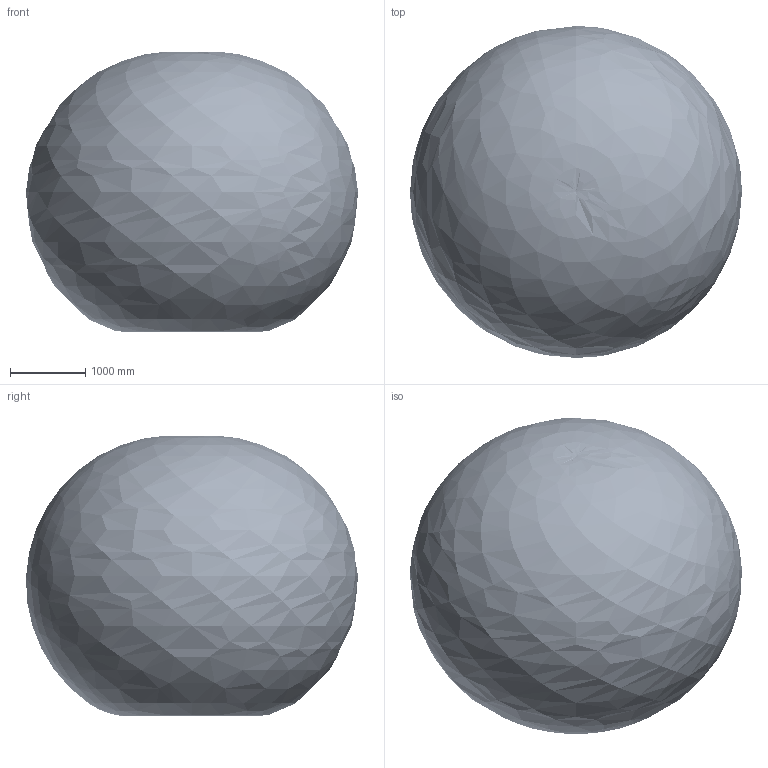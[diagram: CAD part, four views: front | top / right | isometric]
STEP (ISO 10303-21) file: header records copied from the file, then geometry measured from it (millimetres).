
FILE_DESCRIPTION(/* description */ ('Norm.iam Teamplte'),/* implementation_level */ '2;1');
FILE_NAME(/* name */ '3D-model_AT_00016_.stp',/* time_stamp */ '2024-05-06T11:20:48+02:00',/* author */ ('josha-tim.penalver'),/* organization */ (''),/* preprocessor_version */ 'ST-DEVELOPER v19.2',/* originating_system */ 'Autodesk Inventor 2023',/* authorisation */ '');
FILE_SCHEMA (('AUTOMOTIVE_DESIGN { 1 0 10303 214 3 1 1 }'));
Products named in the file (10): AT_00016_DUMMY articc6-2390-150kg; MT_WST00107830 Dummy Grundgestell; MT_WST00108854 Dummy Karussell; MT_WST00108857 Dummy Schwinge; MT_WST00108858 Dummy Schulter; MT_WST00108860 Dummy Arm; MT_WST00108862 Dummy Hand; MT_WST00107852 Dummy Flansch; MT_WST00108694 Blindstopfen; MT_WST00113301 Arbeitsbereich
Assembly tree (11 placements, depth 2):
  AT_00016_DUMMY articc6-2390-150kg
    MT_WST00107830 Dummy Grundgestell
    MT_WST00108854 Dummy Karussell
    MT_WST00108857 Dummy Schwinge
    MT_WST00108858 Dummy Schulter
    MT_WST00108860 Dummy Arm
    MT_WST00108862 Dummy Hand
    MT_WST00107852 Dummy Flansch
    MT_WST00108694 Blindstopfen  x3
    MT_WST00113301 Arbeitsbereich
Bounding box: 4407.32 x 4408.1 x 3730.57 mm (x, y, z)
Volume: 39152155820.3 mm3; surface area: 73969038.2 mm2
Topology: 11 solids, 17 shells, 5253 faces, 12317 edges, 7592 vertices
Faces by surface type: plane 1455, bspline 1430, cylinder 1406, torus 495, cone 376, sphere 91
Full cylindrical faces by diameter (mm): 4 x1, 4.5 x1, 5 x4, 6.647 x42, 6.8 x8, 7 x137, 7.53 x2, 7.6 x139, 8 x4, 8.376 x6, 8.5 x4, 8.8 x2, 9 x1, 10 x23, 10.106 x4, 10.5 x2, 11 x10, 12.4 x6, 13 x22, 13.835 x12, 14 x2, 15 x3, 16 x39, 17 x4, 18 x60, 19 x4, 20 x1, 20.752 x1, 24 x26, 25 x2
Entity records: 232349 total; most frequent: CARTESIAN_POINT 114163, ORIENTED_EDGE 23986, DIRECTION 22643, EDGE_CURVE 11993, AXIS2_PLACEMENT_3D 9799, VERTEX_POINT 7496, EDGE_LOOP 5899, CIRCLE 5747
